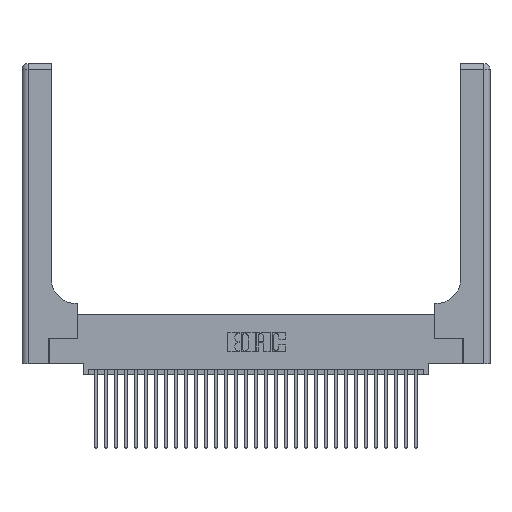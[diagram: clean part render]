
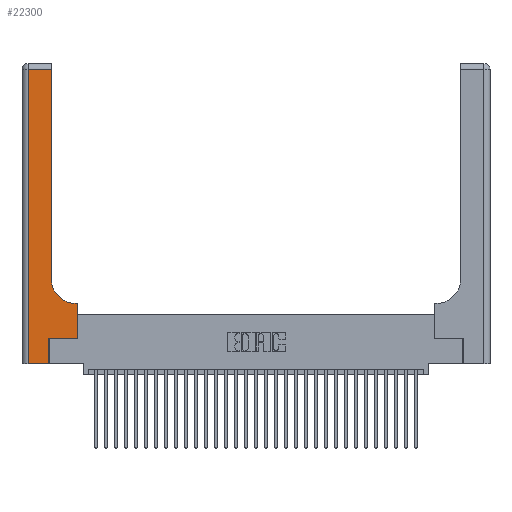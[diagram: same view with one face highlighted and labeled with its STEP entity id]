
A CAD part, top view. The second image highlights one B-rep face of the part: STEP entity #22300.
In plain terms, the highlighted planar face has unit normal (0, 0, 1).
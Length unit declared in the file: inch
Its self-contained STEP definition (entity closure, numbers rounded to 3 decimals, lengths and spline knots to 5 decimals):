
#236 = CARTESIAN_POINT ( 'NONE',  ( 0.06, 0., 0.37 ) ) ;
#472 = ORIENTED_EDGE ( 'NONE', *, *, #12667, .T. ) ;
#856 = CARTESIAN_POINT ( 'NONE',  ( 0.5585, 0.25, 0.37 ) ) ;
#910 = LINE ( 'NONE', #12695, #26096 ) ;
#1577 = CARTESIAN_POINT ( 'NONE',  ( 0.5415, 0.6, 0.37 ) ) ;
#1658 = DIRECTION ( 'NONE',  ( 0., 0., -1. ) ) ;
#1673 = VERTEX_POINT ( 'NONE', #5184 ) ;
#1973 = DIRECTION ( 'NONE',  ( 1., 0., 0. ) ) ;
#2896 = VERTEX_POINT ( 'NONE', #22483 ) ;
#3547 = LINE ( 'NONE', #16150, #9557 ) ;
#4459 = CARTESIAN_POINT ( 'NONE',  ( 0.06, 3., 0.37 ) ) ;
#5184 = CARTESIAN_POINT ( 'NONE',  ( 0.5585, 0.6, 0.37 ) ) ;
#5422 = FACE_OUTER_BOUND ( 'NONE', #23746, .T. ) ;
#5952 = VERTEX_POINT ( 'NONE', #236 ) ;
#6143 = VERTEX_POINT ( 'NONE', #6170 ) ;
#6170 = CARTESIAN_POINT ( 'NONE',  ( 0.269, 0.25, 0.37 ) ) ;
#7282 = ORIENTED_EDGE ( 'NONE', *, *, #18758, .T. ) ;
#7481 = CARTESIAN_POINT ( 'NONE',  ( 0.2915, 0.6, 0.37 ) ) ;
#8354 = EDGE_CURVE ( 'NONE', #28551, #1673, #29389, .T. ) ;
#8462 = CARTESIAN_POINT ( 'NONE',  ( 0.06, 2.94, 0.37 ) ) ;
#9308 = ORIENTED_EDGE ( 'NONE', *, *, #23184, .T. ) ;
#9557 = VECTOR ( 'NONE', #21035, 39.37008 ) ;
#10041 = DIRECTION ( 'NONE',  ( -1., 0., 0. ) ) ;
#10312 = LINE ( 'NONE', #14664, #29300 ) ;
#10403 = VECTOR ( 'NONE', #28384, 39.37008 ) ;
#10473 = DIRECTION ( 'NONE',  ( 0., 1., 0. ) ) ;
#10538 = EDGE_CURVE ( 'NONE', #6143, #28551, #10312, .T. ) ;
#11677 = DIRECTION ( 'NONE',  ( -1., 0., 0. ) ) ;
#11741 = LINE ( 'NONE', #4459, #24953 ) ;
#11848 = PLANE ( 'NONE',  #25228 ) ;
#12448 = ORIENTED_EDGE ( 'NONE', *, *, #8354, .T. ) ;
#12478 = EDGE_CURVE ( 'NONE', #16815, #5952, #11741, .T. ) ;
#12667 = EDGE_CURVE ( 'NONE', #5952, #2896, #910, .T. ) ;
#12695 = CARTESIAN_POINT ( 'NONE',  ( 0., 0., 0.37 ) ) ;
#13901 = LINE ( 'NONE', #7481, #26311 ) ;
#14080 = CARTESIAN_POINT ( 'NONE',  ( 0.5415, 0.85, 0.37 ) ) ;
#14664 = CARTESIAN_POINT ( 'NONE',  ( 0.269, 0.25, 0.37 ) ) ;
#15193 = VERTEX_POINT ( 'NONE', #18134 ) ;
#15196 = DIRECTION ( 'NONE',  ( 1., 0., 0. ) ) ;
#15341 = EDGE_CURVE ( 'NONE', #2896, #6143, #3547, .T. ) ;
#16150 = CARTESIAN_POINT ( 'NONE',  ( 0.269, 0., 0.37 ) ) ;
#16584 = DIRECTION ( 'NONE',  ( 1., 0., 0. ) ) ;
#16815 = VERTEX_POINT ( 'NONE', #8462 ) ;
#17037 = VERTEX_POINT ( 'NONE', #1577 ) ;
#18134 = CARTESIAN_POINT ( 'NONE',  ( 0.2915, 2.94, 0.37 ) ) ;
#18361 = ORIENTED_EDGE ( 'NONE', *, *, #20822, .T. ) ;
#18758 = EDGE_CURVE ( 'NONE', #17037, #22832, #21033, .T. ) ;
#19402 = DIRECTION ( 'NONE',  ( -1., 0., 0. ) ) ;
#19560 = DIRECTION ( 'NONE',  ( 0., -1., 0. ) ) ;
#20023 = LINE ( 'NONE', #27829, #26575 ) ;
#20822 = EDGE_CURVE ( 'NONE', #15193, #16815, #32030, .T. ) ;
#21033 = CIRCLE ( 'NONE', #21457, 0.25 ) ;
#21035 = DIRECTION ( 'NONE',  ( 0., 1., 0. ) ) ;
#21457 = AXIS2_PLACEMENT_3D ( 'NONE', #14080, #31341, #16584 ) ;
#21516 = CARTESIAN_POINT ( 'NONE',  ( 0.2915, 0.85, 0.37 ) ) ;
#22300 = ADVANCED_FACE ( 'NONE', ( #5422 ), #11848, .F. ) ;
#22483 = CARTESIAN_POINT ( 'NONE',  ( 0.269, 0., 0.37 ) ) ;
#22832 = VERTEX_POINT ( 'NONE', #21516 ) ;
#23184 = EDGE_CURVE ( 'NONE', #22832, #15193, #20023, .T. ) ;
#23746 = EDGE_LOOP ( 'NONE', ( #9308, #18361, #31416, #472, #26859, #24859, #12448, #26414, #7282 ) ) ;
#23857 = CARTESIAN_POINT ( 'NONE',  ( 0.5585, 0.25, 0.37 ) ) ;
#24859 = ORIENTED_EDGE ( 'NONE', *, *, #10538, .T. ) ;
#24953 = VECTOR ( 'NONE', #19560, 39.37008 ) ;
#25228 = AXIS2_PLACEMENT_3D ( 'NONE', #28942, #1658, #19402 ) ;
#26096 = VECTOR ( 'NONE', #15196, 39.37008 ) ;
#26311 = VECTOR ( 'NONE', #10041, 39.37008 ) ;
#26414 = ORIENTED_EDGE ( 'NONE', *, *, #27005, .T. ) ;
#26538 = CARTESIAN_POINT ( 'NONE',  ( 0., 2.94, 0.37 ) ) ;
#26575 = VECTOR ( 'NONE', #10473, 39.37008 ) ;
#26859 = ORIENTED_EDGE ( 'NONE', *, *, #15341, .T. ) ;
#27005 = EDGE_CURVE ( 'NONE', #1673, #17037, #13901, .T. ) ;
#27069 = VECTOR ( 'NONE', #11677, 39.37008 ) ;
#27829 = CARTESIAN_POINT ( 'NONE',  ( 0.2915, 3., 0.37 ) ) ;
#28384 = DIRECTION ( 'NONE',  ( 0., 1., 0. ) ) ;
#28551 = VERTEX_POINT ( 'NONE', #23857 ) ;
#28942 = CARTESIAN_POINT ( 'NONE',  ( 0., 3., 0.37 ) ) ;
#29300 = VECTOR ( 'NONE', #1973, 39.37008 ) ;
#29389 = LINE ( 'NONE', #856, #10403 ) ;
#31341 = DIRECTION ( 'NONE',  ( 0., 0., -1. ) ) ;
#31416 = ORIENTED_EDGE ( 'NONE', *, *, #12478, .T. ) ;
#32030 = LINE ( 'NONE', #26538, #27069 ) ;
